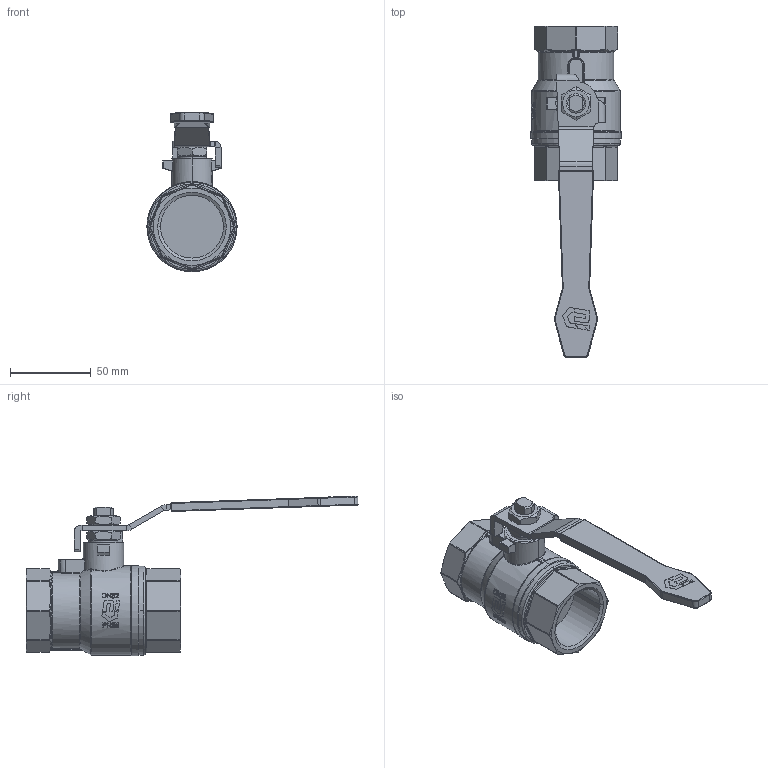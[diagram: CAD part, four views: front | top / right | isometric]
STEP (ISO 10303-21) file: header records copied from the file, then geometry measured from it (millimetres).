
FILE_DESCRIPTION(('HOOPS Exchange Step'),'2;1');
FILE_NAME('GK07_DN32.stp','2025-11-07T13:30:05+01:00',('nieru'),('Unknown organisation'),'HOOPS Exchange 2024.2','HOOPS Exchange','Unknown authorisation');
FILE_SCHEMA( ('AP203_CONFIGURATION_CONTROLLED_3D_DESIGN_OF_MECHANICAL_PARTS_AND_ASSEMBLIES_MIM_LF') );
Length unit declared in the file: millimetre
Products named in the file (2): 0; root
Assembly tree (1 placements, depth 2):
  root
    0
Bounding box: 56 x 205.9 x 99 mm (x, y, z)
Volume: 172856.8 mm3; surface area: 38118.2 mm2
Topology: 1 solids, 1 shells, 926 faces, 2391 edges, 1491 vertices
Faces by surface type: bspline 300, cylinder 260, plane 253, cone 54, torus 40, sphere 19
Entity records: 38165 total; most frequent: CARTESIAN_POINT 18670, ORIENTED_EDGE 4738, DIRECTION 2892, EDGE_CURVE 2369, VERTEX_POINT 1491, AXIS2_PLACEMENT_3D 1100, B_SPLINE_CURVE_WITH_KNOTS 1096, EDGE_LOOP 972
